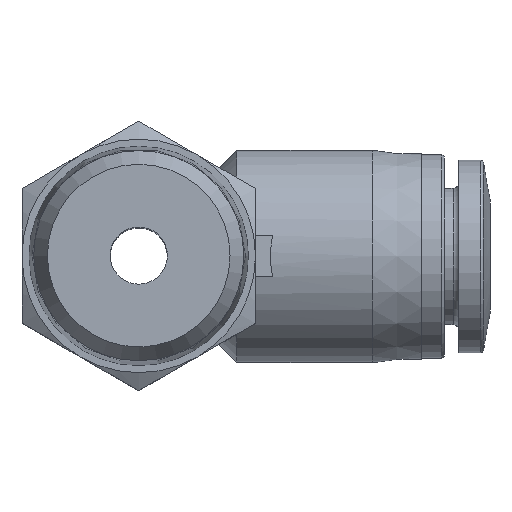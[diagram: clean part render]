
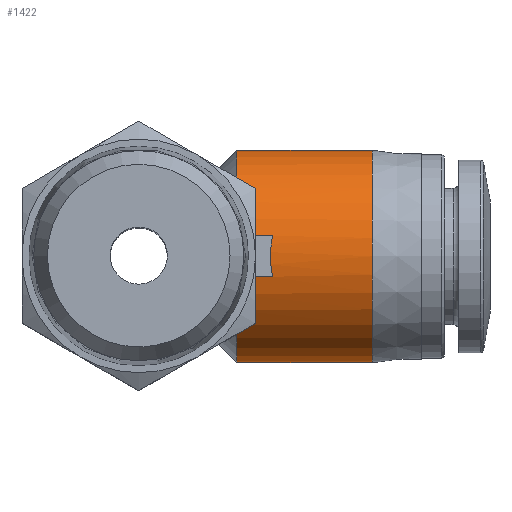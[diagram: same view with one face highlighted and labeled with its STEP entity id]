
A CAD part, top view. The second image highlights one B-rep face of the part: STEP entity #1422.
In plain terms, the highlighted cylindrical face has radius 6.5 mm (diameter 13 mm), a full revolution.
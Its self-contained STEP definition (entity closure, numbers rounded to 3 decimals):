
#111=LINE('',#1962,#129);
#114=LINE('',#1973,#132);
#116=LINE('',#1977,#134);
#117=LINE('',#1984,#135);
#129=VECTOR('',#1638,1000.);
#132=VECTOR('',#1643,1000.);
#134=VECTOR('',#1647,1000.);
#135=VECTOR('',#1650,1000.);
#146=ELLIPSE('',#1453,9.192,6.5);
#147=ELLIPSE('',#1455,9.192,6.5);
#153=ELLIPSE('',#1535,9.192,6.5);
#154=ELLIPSE('',#1537,9.192,6.5);
#345=ORIENTED_EDGE('',*,*,#495,.F.);
#346=ORIENTED_EDGE('',*,*,#494,.T.);
#347=ORIENTED_EDGE('',*,*,#400,.T.);
#348=ORIENTED_EDGE('',*,*,#429,.F.);
#349=ORIENTED_EDGE('',*,*,#489,.T.);
#350=ORIENTED_EDGE('',*,*,#423,.T.);
#351=ORIENTED_EDGE('',*,*,#402,.T.);
#352=ORIENTED_EDGE('',*,*,#493,.T.);
#353=ORIENTED_EDGE('',*,*,#427,.T.);
#354=ORIENTED_EDGE('',*,*,#490,.T.);
#355=ORIENTED_EDGE('',*,*,#431,.F.);
#400=EDGE_CURVE('',#520,#519,#146,.T.);
#402=EDGE_CURVE('',#517,#521,#147,.T.);
#423=EDGE_CURVE('',#538,#517,#111,.F.);
#427=EDGE_CURVE('',#539,#540,#114,.T.);
#429=EDGE_CURVE('',#541,#519,#116,.F.);
#431=EDGE_CURVE('',#542,#543,#117,.T.);
#489=EDGE_CURVE('',#541,#538,#153,.F.);
#490=EDGE_CURVE('',#540,#543,#154,.F.);
#493=EDGE_CURVE('',#521,#539,#635,.T.);
#494=EDGE_CURVE('',#542,#520,#636,.T.);
#495=EDGE_CURVE('',#582,#582,#637,.T.);
#517=VERTEX_POINT('',#1887);
#519=VERTEX_POINT('',#1891);
#520=VERTEX_POINT('',#1893);
#521=VERTEX_POINT('',#1895);
#538=VERTEX_POINT('',#1963);
#539=VERTEX_POINT('',#1970);
#540=VERTEX_POINT('',#1972);
#541=VERTEX_POINT('',#1976);
#542=VERTEX_POINT('',#1983);
#543=VERTEX_POINT('',#1985);
#582=VERTEX_POINT('',#2201);
#635=CIRCLE('',#1543,6.5);
#636=CIRCLE('',#1545,6.5);
#637=CIRCLE('',#1547,6.5);
#724=EDGE_LOOP('',(#345));
#725=EDGE_LOOP('',(#346,#347,#348,#349,#350,#351,#352,#353,#354,#355));
#832=FACE_BOUND('',#724,.T.);
#833=FACE_BOUND('',#725,.T.);
#879=CYLINDRICAL_SURFACE('',#1546,6.5);
#1422=ADVANCED_FACE('',(#832,#833),#879,.T.);
#1453=AXIS2_PLACEMENT_3D('',#1892,#1600,#1601);
#1455=AXIS2_PLACEMENT_3D('',#1896,#1604,#1605);
#1535=AXIS2_PLACEMENT_3D('',#2188,#1780,#1781);
#1537=AXIS2_PLACEMENT_3D('',#2190,#1784,#1785);
#1543=AXIS2_PLACEMENT_3D('',#2196,#1796,#1797);
#1545=AXIS2_PLACEMENT_3D('',#2198,#1800,#1801);
#1546=AXIS2_PLACEMENT_3D('',#2199,#1802,#1803);
#1547=AXIS2_PLACEMENT_3D('',#2200,#1804,#1805);
#1600=DIRECTION('',(0.707,0.,0.707));
#1601=DIRECTION('',(-0.707,0.,0.707));
#1604=DIRECTION('',(0.707,0.,0.707));
#1605=DIRECTION('',(-0.707,0.,0.707));
#1638=DIRECTION('',(1.,0.,0.));
#1643=DIRECTION('',(1.,0.,0.));
#1647=DIRECTION('',(1.,0.,0.));
#1650=DIRECTION('',(1.,0.,0.));
#1780=DIRECTION('',(-0.707,0.,0.707));
#1781=DIRECTION('',(0.707,0.,0.707));
#1784=DIRECTION('',(-0.707,0.,-0.707));
#1785=DIRECTION('',(0.707,0.,-0.707));
#1796=DIRECTION('',(1.,0.,0.));
#1797=DIRECTION('',(0.,0.,-1.));
#1800=DIRECTION('',(1.,0.,0.));
#1801=DIRECTION('',(0.,0.,-1.));
#1802=DIRECTION('',(1.,0.,0.));
#1803=DIRECTION('',(0.,0.,-1.));
#1804=DIRECTION('',(1.,0.,0.));
#1805=DIRECTION('',(0.,0.,-1.));
#1887=CARTESIAN_POINT('',(6.379,1.25,-6.379));
#1891=CARTESIAN_POINT('',(6.379,-1.25,-6.379));
#1892=CARTESIAN_POINT('',(0.,0.,0.));
#1893=CARTESIAN_POINT('',(6.,-2.5,-6.));
#1895=CARTESIAN_POINT('',(6.,2.5,-6.));
#1896=CARTESIAN_POINT('',(0.,0.,0.));
#1962=CARTESIAN_POINT('',(21.5,1.25,-6.379));
#1963=CARTESIAN_POINT('',(8.188,1.25,-6.379));
#1970=CARTESIAN_POINT('',(6.,1.25,6.379));
#1972=CARTESIAN_POINT('',(8.188,1.25,6.379));
#1973=CARTESIAN_POINT('',(21.5,1.25,6.379));
#1976=CARTESIAN_POINT('',(8.188,-1.25,-6.379));
#1977=CARTESIAN_POINT('',(21.5,-1.25,-6.379));
#1983=CARTESIAN_POINT('',(6.,-1.25,6.379));
#1984=CARTESIAN_POINT('',(21.5,-1.25,6.379));
#1985=CARTESIAN_POINT('',(8.188,-1.25,6.379));
#2188=CARTESIAN_POINT('',(14.566,0.,0.));
#2190=CARTESIAN_POINT('',(14.566,0.,0.));
#2196=CARTESIAN_POINT('',(6.,0.,0.));
#2198=CARTESIAN_POINT('',(6.,0.,0.));
#2199=CARTESIAN_POINT('',(21.5,0.,0.));
#2200=CARTESIAN_POINT('',(14.3,0.,0.));
#2201=CARTESIAN_POINT('',(14.3,0.,-6.5));
